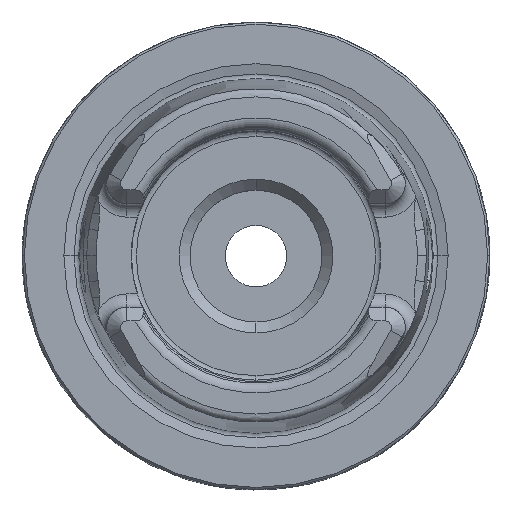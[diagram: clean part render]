
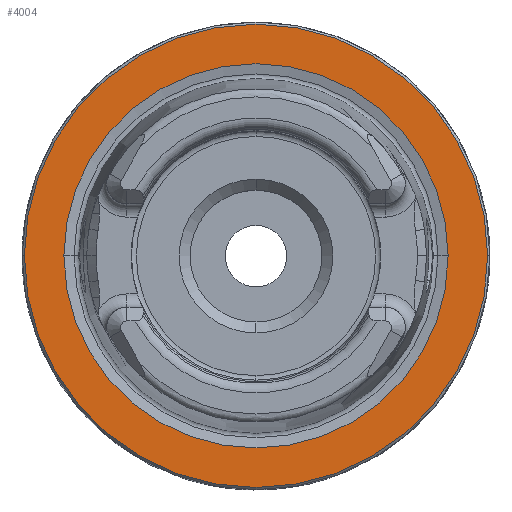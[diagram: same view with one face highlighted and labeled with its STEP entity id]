
A CAD part, top view. The second image highlights one B-rep face of the part: STEP entity #4004.
In plain terms, the highlighted planar face has unit normal (0, 0, 1).
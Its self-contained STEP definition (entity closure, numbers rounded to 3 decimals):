
#1474=EDGE_CURVE('NONE',#1944,#2162,#4161,.T.);
#1840=EDGE_CURVE('NONE',#3842,#3666,#4566,.T.);
#1944=VERTEX_POINT('NONE',#4680);
#2162=VERTEX_POINT('NONE',#4914);
#2946=EDGE_CURVE('NONE',#2162,#1944,#5775,.T.);
#3278=EDGE_CURVE('NONE',#3666,#3842,#6134,.F.);
#3666=VERTEX_POINT('NONE',#6563);
#3842=VERTEX_POINT('NONE',#6761);
#4004=ADVANCED_FACE('NONE',(#6940,#6941),#6942,.F.);
#4161=CIRCLE('',#7334,15.825);
#4566=CIRCLE('',#8449,13.124);
#4680=CARTESIAN_POINT('',(-15.825,0.,0.));
#4914=CARTESIAN_POINT('',(15.825,0.,0.));
#5775=CIRCLE('',#11225,15.825);
#6134=CIRCLE('',#12260,13.124);
#6563=CARTESIAN_POINT('',(-13.124,0.,0.));
#6761=CARTESIAN_POINT('',(13.124,0.,0.));
#6940=FACE_OUTER_BOUND('',#15323,.T.);
#6941=FACE_BOUND('',#15324,.T.);
#6942=PLANE('',#15325);
#7334=AXIS2_PLACEMENT_3D('',#15509,#15510,#15511);
#8449=AXIS2_PLACEMENT_3D('',#16000,#16001,#16002);
#11225=AXIS2_PLACEMENT_3D('',#17355,#17356,#17357);
#12260=AXIS2_PLACEMENT_3D('',#17701,#17702,#17703);
#15323=EDGE_LOOP('',(#18632,#18633));
#15324=EDGE_LOOP('',(#18634,#18635));
#15325=AXIS2_PLACEMENT_3D('',#18636,#18637,#18638);
#15509=CARTESIAN_POINT('',(0.0,0.0,0.));
#15510=DIRECTION('',(0.0,-0.0,1.0));
#15511=DIRECTION('',(1.0,0.,-0.0));
#16000=CARTESIAN_POINT('',(0.0,0.0,0.));
#16001=DIRECTION('',(0.0,0.0,1.0));
#16002=DIRECTION('',(-1.0,0.,0.0));
#17355=CARTESIAN_POINT('',(0.0,0.0,0.));
#17356=DIRECTION('',(0.0,-0.0,1.0));
#17357=DIRECTION('',(1.0,0.,-0.0));
#17701=CARTESIAN_POINT('',(0.0,0.0,0.));
#17702=DIRECTION('',(0.0,0.0,-1.0));
#17703=DIRECTION('',(-1.0,0.,0.0));
#18632=ORIENTED_EDGE('',*,*,#2946,.T.);
#18633=ORIENTED_EDGE('',*,*,#1474,.T.);
#18634=ORIENTED_EDGE('',*,*,#3278,.F.);
#18635=ORIENTED_EDGE('',*,*,#1840,.F.);
#18636=CARTESIAN_POINT('',(0.,-12.639,0.));
#18637=DIRECTION('',(0.0,0.0,-1.0));
#18638=DIRECTION('',(-1.0,0.0,0.0));
